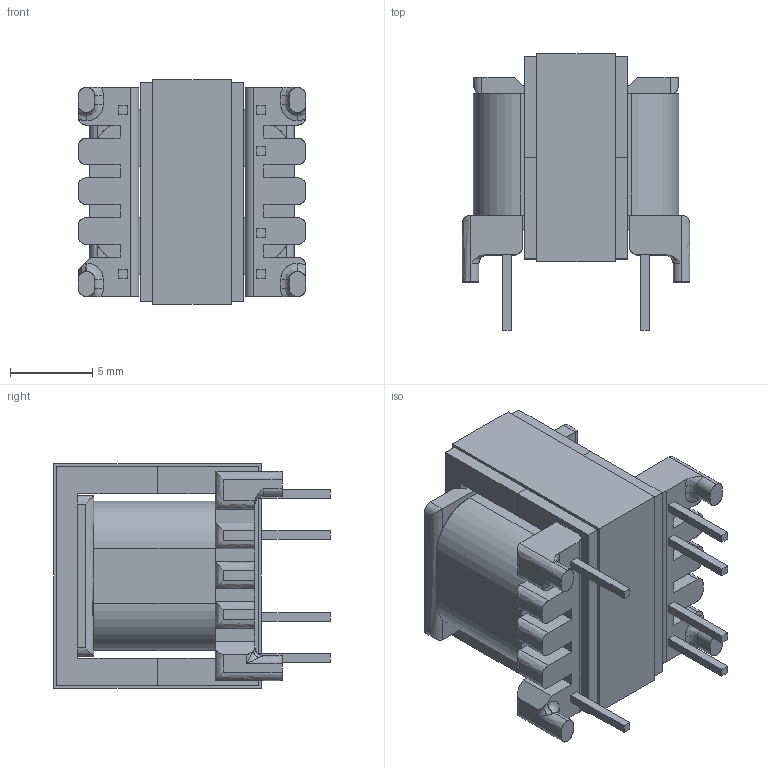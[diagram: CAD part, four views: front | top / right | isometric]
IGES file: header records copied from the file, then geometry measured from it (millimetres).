
Start section: SolidWorks IGES file using analytic representation for surfaces
Global section: file name: EE13-6-6_2860_MP2-3-4-8.IGS; native system: SolidWorks 2017; preprocessor: SolidWorks 2017; author: toby.kangas; date: 210506.160448; units: inch
Bounding box: 13.82 x 16.78 x 13.63 mm (x, y, z)
Surface area: 3135 mm2 (no closed solid volume)
Topology: 0 solids, 0 shells, 235 faces, 1749 edges, 1748 vertices
Faces by surface type: bspline 166, revolution 69
